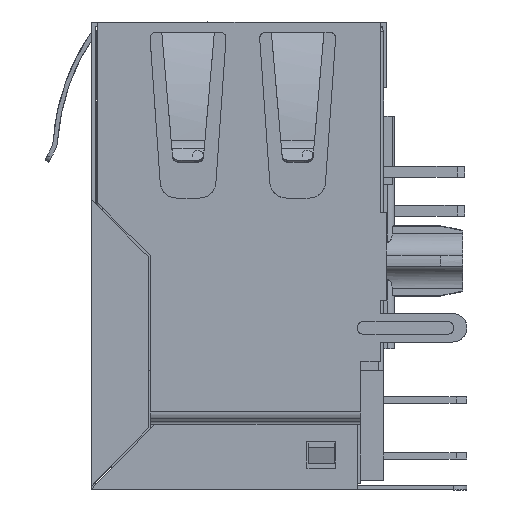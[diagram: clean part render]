
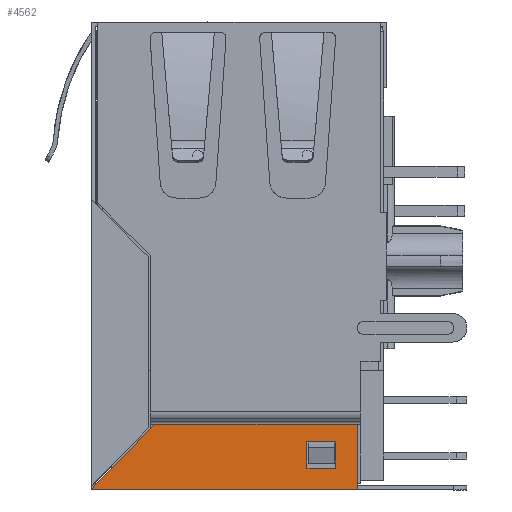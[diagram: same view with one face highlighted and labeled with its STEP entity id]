
A CAD part, left-side view. The second image highlights one B-rep face of the part: STEP entity #4562.
In plain terms, the highlighted planar face has unit normal (1, 0, 0).
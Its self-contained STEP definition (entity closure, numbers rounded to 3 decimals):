
#4492=AXIS2_PLACEMENT_3D('Plane Axis2P3D',#4489,#4490,#4491) ;
#4489=CARTESIAN_POINT('Axis2P3D Location',(-128.41,17.684,-7.8)) ;
#4494=CARTESIAN_POINT('Line Origine',(-128.41,23.759,-10.8)) ;
#4498=CARTESIAN_POINT('Vertex',(-128.41,17.684,-10.8)) ;
#4500=CARTESIAN_POINT('Vertex',(-128.41,29.834,-10.8)) ;
#4503=CARTESIAN_POINT('Line Origine',(-128.41,28.384,-9.3)) ;
#4507=CARTESIAN_POINT('Vertex',(-128.41,26.934,-7.8)) ;
#4510=CARTESIAN_POINT('Line Origine',(-128.41,22.309,-7.8)) ;
#4514=CARTESIAN_POINT('Vertex',(-128.41,17.684,-7.8)) ;
#4517=CARTESIAN_POINT('Line Origine',(-128.41,17.684,-9.3)) ;
#4528=CARTESIAN_POINT('Line Origine',(-128.41,19.984,-9.2)) ;
#4532=CARTESIAN_POINT('Vertex',(-128.41,19.984,-8.6)) ;
#4534=CARTESIAN_POINT('Vertex',(-128.41,19.984,-9.8)) ;
#4537=CARTESIAN_POINT('Line Origine',(-128.41,19.334,-9.8)) ;
#4541=CARTESIAN_POINT('Vertex',(-128.41,18.684,-9.8)) ;
#4544=CARTESIAN_POINT('Line Origine',(-128.41,18.684,-9.2)) ;
#4548=CARTESIAN_POINT('Vertex',(-128.41,18.684,-8.6)) ;
#4551=CARTESIAN_POINT('Line Origine',(-128.41,19.334,-8.6)) ;
#4490=DIRECTION('Axis2P3D Direction',(1.,0.,0.)) ;
#4491=DIRECTION('Axis2P3D XDirection',(0.,0.,-1.)) ;
#4495=DIRECTION('Vector Direction',(0.,1.,0.)) ;
#4504=DIRECTION('Vector Direction',(0.,-0.695,0.719)) ;
#4511=DIRECTION('Vector Direction',(0.,-1.,0.)) ;
#4518=DIRECTION('Vector Direction',(0.,0.,-1.)) ;
#4529=DIRECTION('Vector Direction',(0.,0.,-1.)) ;
#4538=DIRECTION('Vector Direction',(0.,-1.,0.)) ;
#4545=DIRECTION('Vector Direction',(0.,0.,1.)) ;
#4552=DIRECTION('Vector Direction',(0.,1.,0.)) ;
#4496=VECTOR('Line Direction',#4495,1.) ;
#4505=VECTOR('Line Direction',#4504,1.) ;
#4512=VECTOR('Line Direction',#4511,1.) ;
#4519=VECTOR('Line Direction',#4518,1.) ;
#4530=VECTOR('Line Direction',#4529,1.) ;
#4539=VECTOR('Line Direction',#4538,1.) ;
#4546=VECTOR('Line Direction',#4545,1.) ;
#4553=VECTOR('Line Direction',#4552,1.) ;
#4523=ORIENTED_EDGE('',*,*,#4502,.T.) ;
#4524=ORIENTED_EDGE('',*,*,#4509,.T.) ;
#4525=ORIENTED_EDGE('',*,*,#4516,.T.) ;
#4526=ORIENTED_EDGE('',*,*,#4521,.T.) ;
#4557=ORIENTED_EDGE('',*,*,#4536,.T.) ;
#4558=ORIENTED_EDGE('',*,*,#4543,.T.) ;
#4559=ORIENTED_EDGE('',*,*,#4550,.T.) ;
#4560=ORIENTED_EDGE('',*,*,#4555,.T.) ;
#4561=FACE_BOUND('',#4556,.T.) ;
#4562=ADVANCED_FACE('OPEN_SHELL #6496',(#4527,#4561),#4493,.T.) ;
#4502=EDGE_CURVE('',#4499,#4501,#4497,.T.) ;
#4509=EDGE_CURVE('',#4501,#4508,#4506,.T.) ;
#4516=EDGE_CURVE('',#4508,#4515,#4513,.T.) ;
#4521=EDGE_CURVE('',#4515,#4499,#4520,.T.) ;
#4536=EDGE_CURVE('',#4533,#4535,#4531,.T.) ;
#4543=EDGE_CURVE('',#4535,#4542,#4540,.T.) ;
#4550=EDGE_CURVE('',#4542,#4549,#4547,.T.) ;
#4555=EDGE_CURVE('',#4549,#4533,#4554,.T.) ;
#4522=EDGE_LOOP('',(#4523,#4524,#4525,#4526)) ;
#4556=EDGE_LOOP('',(#4557,#4558,#4559,#4560)) ;
#4527=FACE_OUTER_BOUND('',#4522,.T.) ;
#4497=LINE('Line',#4494,#4496) ;
#4506=LINE('Line',#4503,#4505) ;
#4513=LINE('Line',#4510,#4512) ;
#4520=LINE('Line',#4517,#4519) ;
#4531=LINE('Line',#4528,#4530) ;
#4540=LINE('Line',#4537,#4539) ;
#4547=LINE('Line',#4544,#4546) ;
#4554=LINE('Line',#4551,#4553) ;
#4493=PLANE('',#4492) ;
#4499=VERTEX_POINT('',#4498) ;
#4501=VERTEX_POINT('',#4500) ;
#4508=VERTEX_POINT('',#4507) ;
#4515=VERTEX_POINT('',#4514) ;
#4533=VERTEX_POINT('',#4532) ;
#4535=VERTEX_POINT('',#4534) ;
#4542=VERTEX_POINT('',#4541) ;
#4549=VERTEX_POINT('',#4548) ;
